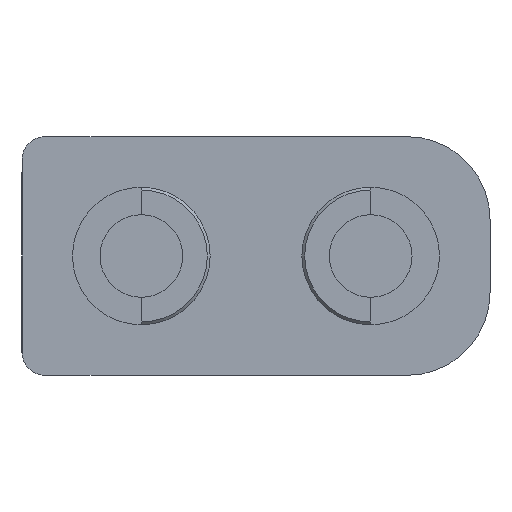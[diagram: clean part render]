
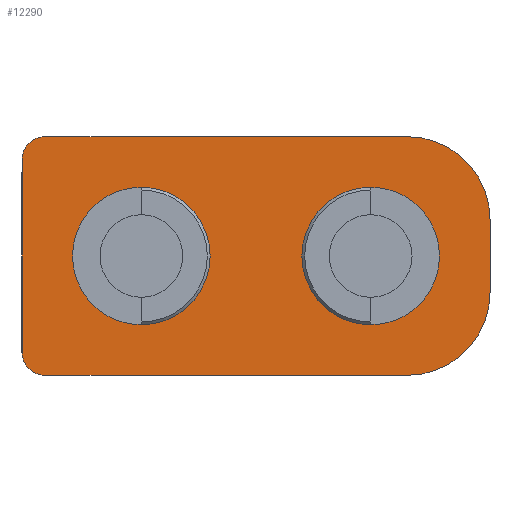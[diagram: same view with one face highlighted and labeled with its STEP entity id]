
A CAD part, front view. The second image highlights one B-rep face of the part: STEP entity #12290.
In plain terms, the highlighted planar face has unit normal (0, -1, 0).
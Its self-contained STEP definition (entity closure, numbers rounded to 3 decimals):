
#71 = DIRECTION ( 'NONE',  ( 0., 1., 0. ) ) ;
#297 = VERTEX_POINT ( 'NONE', #3645 ) ;
#441 = EDGE_CURVE ( 'NONE', #4110, #8322, #9742, .T. ) ;
#565 = DIRECTION ( 'NONE',  ( -1., 0., 0. ) ) ;
#613 = ORIENTED_EDGE ( 'NONE', *, *, #4334, .T. ) ;
#793 = VECTOR ( 'NONE', #565, 1000. ) ;
#881 = ORIENTED_EDGE ( 'NONE', *, *, #10187, .T. ) ;
#1141 = DIRECTION ( 'NONE',  ( 0., 0., -1. ) ) ;
#1192 = ORIENTED_EDGE ( 'NONE', *, *, #5453, .T. ) ;
#1199 = DIRECTION ( 'NONE',  ( 0., 0., -1. ) ) ;
#1243 = CARTESIAN_POINT ( 'NONE',  ( -2.5, 0., 0. ) ) ;
#1606 = EDGE_LOOP ( 'NONE', ( #1192, #8657 ) ) ;
#1641 = CARTESIAN_POINT ( 'NONE',  ( 2.5, 0., 1.5 ) ) ;
#1740 = AXIS2_PLACEMENT_3D ( 'NONE', #2521, #4555, #8774 ) ;
#2327 = AXIS2_PLACEMENT_3D ( 'NONE', #12490, #3456, #7449 ) ;
#2506 = DIRECTION ( 'NONE',  ( 1., 0., 0. ) ) ;
#2521 = CARTESIAN_POINT ( 'NONE',  ( -4.6, 0., -2.1 ) ) ;
#2872 = VERTEX_POINT ( 'NONE', #4862 ) ;
#2923 = CARTESIAN_POINT ( 'NONE',  ( 2.5, 0., 0. ) ) ;
#3105 = CARTESIAN_POINT ( 'NONE',  ( 2.5, 0., 0. ) ) ;
#3117 = LINE ( 'NONE', #12216, #4637 ) ;
#3123 = VERTEX_POINT ( 'NONE', #9336 ) ;
#3127 = CARTESIAN_POINT ( 'NONE',  ( -5.1, 0., 0. ) ) ;
#3179 = CARTESIAN_POINT ( 'NONE',  ( -2.5, 0., -1.5 ) ) ;
#3449 = CIRCLE ( 'NONE', #12504, 1.5 ) ;
#3456 = DIRECTION ( 'NONE',  ( 0., -1., 0. ) ) ;
#3485 = LINE ( 'NONE', #12581, #11844 ) ;
#3645 = CARTESIAN_POINT ( 'NONE',  ( 3.3, 0., -2.6 ) ) ;
#3741 = VERTEX_POINT ( 'NONE', #3179 ) ;
#4110 = VERTEX_POINT ( 'NONE', #10192 ) ;
#4112 = DIRECTION ( 'NONE',  ( 0., 0., -1. ) ) ;
#4235 = CIRCLE ( 'NONE', #2327, 1.8 ) ;
#4334 = EDGE_CURVE ( 'NONE', #3123, #297, #3117, .T. ) ;
#4349 = FACE_BOUND ( 'NONE', #1606, .T. ) ;
#4383 = VERTEX_POINT ( 'NONE', #1641 ) ;
#4452 = VERTEX_POINT ( 'NONE', #12467 ) ;
#4555 = DIRECTION ( 'NONE',  ( 0., -1., 0. ) ) ;
#4637 = VECTOR ( 'NONE', #2506, 1000. ) ;
#4804 = CARTESIAN_POINT ( 'NONE',  ( -5.1, 0., 2.1 ) ) ;
#4824 = EDGE_CURVE ( 'NONE', #297, #8719, #4235, .T. ) ;
#4862 = CARTESIAN_POINT ( 'NONE',  ( 2.5, 0., -1.5 ) ) ;
#4866 = CIRCLE ( 'NONE', #6322, 1.5 ) ;
#4970 = CARTESIAN_POINT ( 'NONE',  ( -4.6, 0., 2.1 ) ) ;
#5073 = ORIENTED_EDGE ( 'NONE', *, *, #11253, .T. ) ;
#5098 = DIRECTION ( 'NONE',  ( 0., 1., 0. ) ) ;
#5161 = DIRECTION ( 'NONE',  ( 0., 0., -1. ) ) ;
#5331 = DIRECTION ( 'NONE',  ( 0., 0., 1. ) ) ;
#5453 = EDGE_CURVE ( 'NONE', #4383, #2872, #7801, .T. ) ;
#5561 = EDGE_LOOP ( 'NONE', ( #5073, #7462, #881, #613, #7868, #5758, #9353, #9581 ) ) ;
#5758 = ORIENTED_EDGE ( 'NONE', *, *, #8950, .T. ) ;
#5828 = DIRECTION ( 'NONE',  ( 0., 0., 1. ) ) ;
#5879 = CARTESIAN_POINT ( 'NONE',  ( -4.6, 0., 2.6 ) ) ;
#5882 = VERTEX_POINT ( 'NONE', #7094 ) ;
#5994 = EDGE_CURVE ( 'NONE', #3741, #5882, #10358, .T. ) ;
#6134 = DIRECTION ( 'NONE',  ( 0., -1., 0. ) ) ;
#6322 = AXIS2_PLACEMENT_3D ( 'NONE', #2923, #11956, #6921 ) ;
#6584 = AXIS2_PLACEMENT_3D ( 'NONE', #8303, #8108, #1141 ) ;
#6701 = CARTESIAN_POINT ( 'NONE',  ( 0., 0., 2.6 ) ) ;
#6921 = DIRECTION ( 'NONE',  ( 0., 0., 1. ) ) ;
#6953 = AXIS2_PLACEMENT_3D ( 'NONE', #3105, #71, #9160 ) ;
#7094 = CARTESIAN_POINT ( 'NONE',  ( -2.5, 0., 1.5 ) ) ;
#7178 = CARTESIAN_POINT ( 'NONE',  ( 0., 0., 0. ) ) ;
#7193 = LINE ( 'NONE', #3127, #10786 ) ;
#7209 = CIRCLE ( 'NONE', #6584, 1.8 ) ;
#7407 = EDGE_CURVE ( 'NONE', #8809, #8175, #7193, .T. ) ;
#7415 = CIRCLE ( 'NONE', #12929, 0.5 ) ;
#7449 = DIRECTION ( 'NONE',  ( 0., 0., -1. ) ) ;
#7462 = ORIENTED_EDGE ( 'NONE', *, *, #7407, .T. ) ;
#7647 = AXIS2_PLACEMENT_3D ( 'NONE', #7178, #6134, #1199 ) ;
#7745 = EDGE_CURVE ( 'NONE', #2872, #4383, #4866, .T. ) ;
#7801 = CIRCLE ( 'NONE', #6953, 1.5 ) ;
#7809 = AXIS2_PLACEMENT_3D ( 'NONE', #1243, #9276, #9398 ) ;
#7868 = ORIENTED_EDGE ( 'NONE', *, *, #4824, .T. ) ;
#8108 = DIRECTION ( 'NONE',  ( 0., -1., 0. ) ) ;
#8175 = VERTEX_POINT ( 'NONE', #10511 ) ;
#8303 = CARTESIAN_POINT ( 'NONE',  ( 3.3, 0., 0.8 ) ) ;
#8322 = VERTEX_POINT ( 'NONE', #5879 ) ;
#8637 = EDGE_LOOP ( 'NONE', ( #10797, #11295 ) ) ;
#8657 = ORIENTED_EDGE ( 'NONE', *, *, #7745, .T. ) ;
#8719 = VERTEX_POINT ( 'NONE', #11877 ) ;
#8774 = DIRECTION ( 'NONE',  ( 0., 0., -1. ) ) ;
#8809 = VERTEX_POINT ( 'NONE', #4804 ) ;
#8950 = EDGE_CURVE ( 'NONE', #8719, #4452, #3485, .T. ) ;
#9160 = DIRECTION ( 'NONE',  ( 0., 0., 1. ) ) ;
#9276 = DIRECTION ( 'NONE',  ( 0., 1., 0. ) ) ;
#9336 = CARTESIAN_POINT ( 'NONE',  ( -4.6, 0., -2.6 ) ) ;
#9353 = ORIENTED_EDGE ( 'NONE', *, *, #10516, .T. ) ;
#9360 = FACE_BOUND ( 'NONE', #8637, .T. ) ;
#9398 = DIRECTION ( 'NONE',  ( 0., 0., 1. ) ) ;
#9581 = ORIENTED_EDGE ( 'NONE', *, *, #441, .T. ) ;
#9742 = LINE ( 'NONE', #6701, #793 ) ;
#9952 = CIRCLE ( 'NONE', #1740, 0.5 ) ;
#10187 = EDGE_CURVE ( 'NONE', #8175, #3123, #9952, .T. ) ;
#10192 = CARTESIAN_POINT ( 'NONE',  ( 3.3, 0., 2.6 ) ) ;
#10233 = FACE_OUTER_BOUND ( 'NONE', #5561, .T. ) ;
#10358 = CIRCLE ( 'NONE', #7809, 1.5 ) ;
#10511 = CARTESIAN_POINT ( 'NONE',  ( -5.1, 0., -2.1 ) ) ;
#10516 = EDGE_CURVE ( 'NONE', #4452, #4110, #7209, .T. ) ;
#10786 = VECTOR ( 'NONE', #4112, 1000. ) ;
#10797 = ORIENTED_EDGE ( 'NONE', *, *, #12356, .T. ) ;
#11039 = DIRECTION ( 'NONE',  ( 0., -1., 0. ) ) ;
#11253 = EDGE_CURVE ( 'NONE', #8322, #8809, #7415, .T. ) ;
#11295 = ORIENTED_EDGE ( 'NONE', *, *, #5994, .T. ) ;
#11343 = PLANE ( 'NONE',  #7647 ) ;
#11844 = VECTOR ( 'NONE', #5331, 1000. ) ;
#11877 = CARTESIAN_POINT ( 'NONE',  ( 5.1, 0., -0.8 ) ) ;
#11956 = DIRECTION ( 'NONE',  ( 0., 1., 0. ) ) ;
#12102 = CARTESIAN_POINT ( 'NONE',  ( -2.5, 0., 0. ) ) ;
#12216 = CARTESIAN_POINT ( 'NONE',  ( 0., 0., -2.6 ) ) ;
#12290 = ADVANCED_FACE ( 'NONE', ( #9360, #4349, #10233 ), #11343, .T. ) ;
#12356 = EDGE_CURVE ( 'NONE', #5882, #3741, #3449, .T. ) ;
#12467 = CARTESIAN_POINT ( 'NONE',  ( 5.1, 0., 0.8 ) ) ;
#12490 = CARTESIAN_POINT ( 'NONE',  ( 3.3, 0., -0.8 ) ) ;
#12504 = AXIS2_PLACEMENT_3D ( 'NONE', #12102, #5098, #5828 ) ;
#12581 = CARTESIAN_POINT ( 'NONE',  ( 5.1, 0., 0. ) ) ;
#12929 = AXIS2_PLACEMENT_3D ( 'NONE', #4970, #11039, #5161 ) ;
